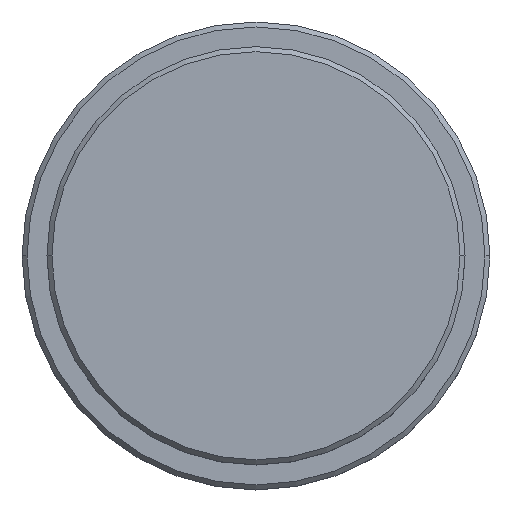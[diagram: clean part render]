
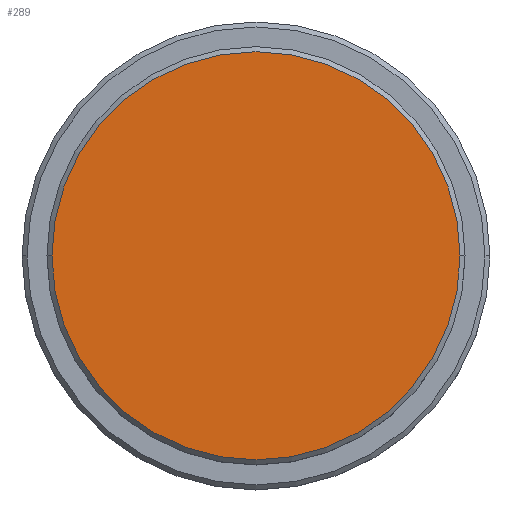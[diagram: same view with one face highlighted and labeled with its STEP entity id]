
A CAD part, top view. The second image highlights one B-rep face of the part: STEP entity #289.
In plain terms, the highlighted planar face has unit normal (0, 0, 1).
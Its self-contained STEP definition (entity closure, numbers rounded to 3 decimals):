
#28 = DIRECTION ( 'NONE',  ( 1., 0., 0. ) ) ;
#46 = CARTESIAN_POINT ( 'NONE',  ( -20.5, 0., 0. ) ) ;
#105 = AXIS2_PLACEMENT_3D ( 'NONE', #115, #1227, #248 ) ;
#115 = CARTESIAN_POINT ( 'NONE',  ( 0., 0., 0. ) ) ;
#155 = EDGE_LOOP ( 'NONE', ( #730, #874 ) ) ;
#189 = EDGE_CURVE ( 'NONE', #1234, #242, #1404, .T. ) ;
#242 = VERTEX_POINT ( 'NONE', #705 ) ;
#248 = DIRECTION ( 'NONE',  ( 1., 0., 0. ) ) ;
#286 = AXIS2_PLACEMENT_3D ( 'NONE', #370, #1033, #377 ) ;
#289 = ADVANCED_FACE ( 'NONE', ( #685 ), #1347, .T. ) ;
#370 = CARTESIAN_POINT ( 'NONE',  ( 0., 0., 0. ) ) ;
#377 = DIRECTION ( 'NONE',  ( 1., 0., 0. ) ) ;
#685 = FACE_OUTER_BOUND ( 'NONE', #155, .T. ) ;
#705 = CARTESIAN_POINT ( 'NONE',  ( 20.5, 0., 0. ) ) ;
#730 = ORIENTED_EDGE ( 'NONE', *, *, #189, .T. ) ;
#760 = AXIS2_PLACEMENT_3D ( 'NONE', #966, #863, #28 ) ;
#863 = DIRECTION ( 'NONE',  ( 0., 0., 1. ) ) ;
#874 = ORIENTED_EDGE ( 'NONE', *, *, #1175, .T. ) ;
#966 = CARTESIAN_POINT ( 'NONE',  ( 0., 0., 0. ) ) ;
#1033 = DIRECTION ( 'NONE',  ( 0., 0., 1. ) ) ;
#1041 = CIRCLE ( 'NONE', #105, 20.5 ) ;
#1175 = EDGE_CURVE ( 'NONE', #242, #1234, #1041, .T. ) ;
#1227 = DIRECTION ( 'NONE',  ( 0., 0., 1. ) ) ;
#1234 = VERTEX_POINT ( 'NONE', #46 ) ;
#1347 = PLANE ( 'NONE',  #286 ) ;
#1404 = CIRCLE ( 'NONE', #760, 20.5 ) ;
